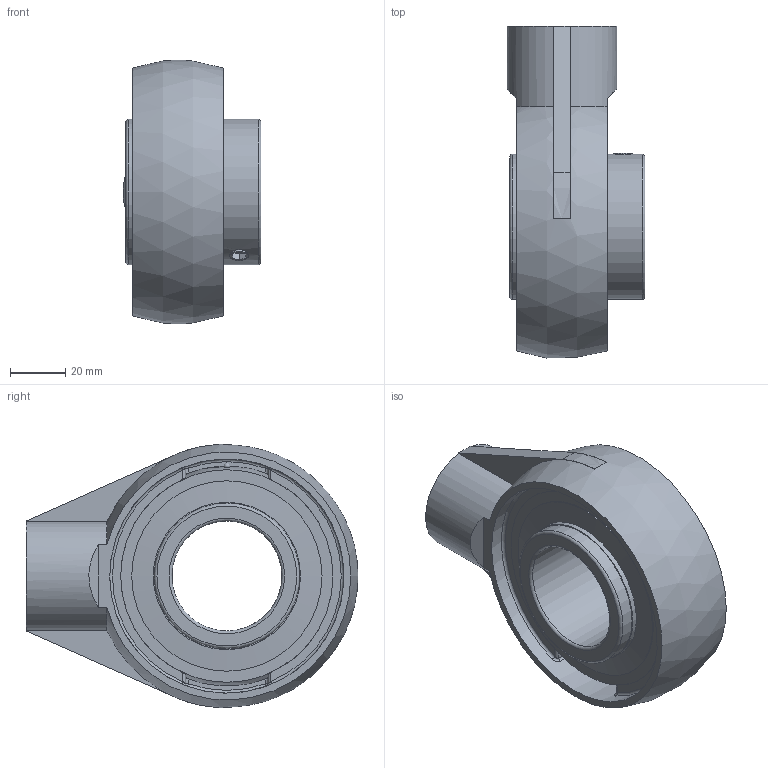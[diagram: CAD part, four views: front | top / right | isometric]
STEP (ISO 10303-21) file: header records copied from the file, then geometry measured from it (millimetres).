
FILE_DESCRIPTION(/* description */ ('Alibre Inc.'),/* implementation_level */ '2;1');
FILE_NAME(/* name */ 'export-81C128F3-F7FB-4FB3-82AB-7CD644E9450F',/* time_stamp */ '2020-05-19T15:15:24-07:00',/* author */ (''),/* organization */ (''),/* preprocessor_version */ 'ST-DEVELOPER v17',/* originating_system */ 'Alibre',/* authorisation */ '');
FILE_SCHEMA (('CONFIG_CONTROL_DESIGN'));
Length unit declared in the file: inch
Bounding box: 50.17 x 120.67 x 95.81 mm (x, y, z)
Volume: 162132.5 mm3; surface area: 68165.3 mm2
Topology: 16 solids, 16 shells, 128 faces, 305 edges, 189 vertices
Faces by surface type: plane 51, cylinder 35, sphere 17, torus 11, cone 10, bspline 4
Full cylindrical faces by diameter (mm): 6.782 x4, 19.05 x1, 40 x1, 52.832 x4, 53.594 x2, 69.215 x4, 83.195 x1, 85.195 x1, 88.22 x1
Entity records: 4235 total; most frequent: CARTESIAN_POINT 1242, DIRECTION 450, ORIENTED_EDGE 396, AXIS2_PLACEMENT_3D 214, EDGE_CURVE 198, FACE_BOUND 172, EDGE_LOOP 162, VERTEX_POINT 152
